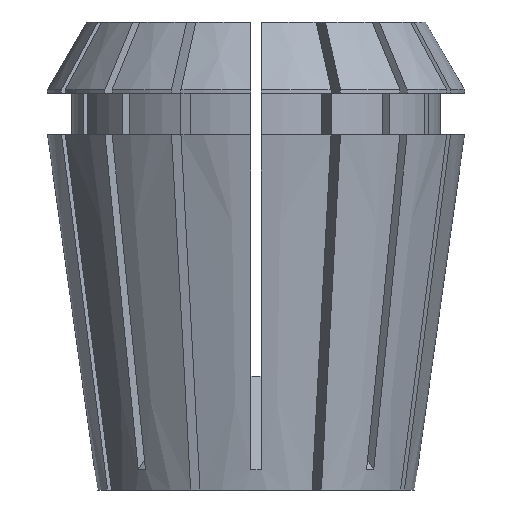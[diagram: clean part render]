
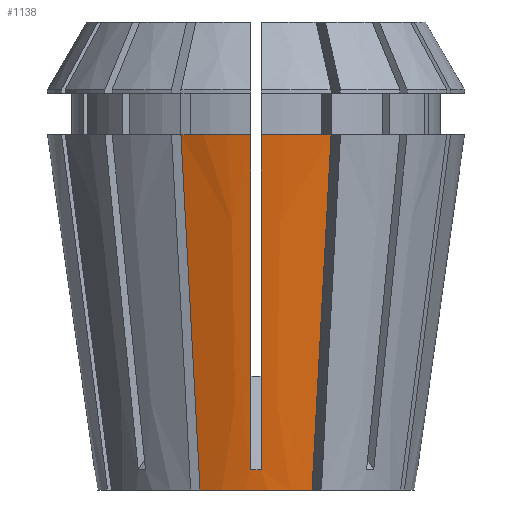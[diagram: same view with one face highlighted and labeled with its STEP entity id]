
A CAD part, left-side view. The second image highlights one B-rep face of the part: STEP entity #1138.
In plain terms, the highlighted conical face has half-angle 8 degrees and reference radius 15.595 mm.
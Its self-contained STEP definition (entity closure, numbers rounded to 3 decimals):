
#88 = CARTESIAN_POINT ( 'NONE',  ( -17.615, -6.755, 23.267 ) ) ;
#112 = CARTESIAN_POINT ( 'NONE',  ( -14.592, 5.503, 0. ) ) ;
#171 = CARTESIAN_POINT ( 'NONE',  ( -18.848, 0.5, 23.188 ) ) ;
#213 = CARTESIAN_POINT ( 'NONE',  ( -16.206, 0.5, 4.396 ) ) ;
#304 = CARTESIAN_POINT ( 'NONE',  ( -18.848, -0.5, 23.188 ) ) ;
#319 = DIRECTION ( 'NONE',  ( -1., 0., 0. ) ) ;
#320 = CARTESIAN_POINT ( 'NONE',  ( -15.87, -0.5, 2.007 ) ) ;
#323 = VERTEX_POINT ( 'NONE', #4293 ) ;
#392 = CARTESIAN_POINT ( 'NONE',  ( -15.879, 0.167, 1.998 ) ) ;
#524 = CARTESIAN_POINT ( 'NONE',  ( -17.615, 6.755, 23.267 ) ) ;
#591 = EDGE_CURVE ( 'NONE', #1569, #4541, #3422, .T. ) ;
#614 = CARTESIAN_POINT ( 'NONE',  ( -20.169, 0.5, 32.584 ) ) ;
#641 = AXIS2_PLACEMENT_3D ( 'NONE', #2121, #4304, #853 ) ;
#721 = CARTESIAN_POINT ( 'NONE',  ( -17.527, -0.5, 13.792 ) ) ;
#732 = AXIS2_PLACEMENT_3D ( 'NONE', #2064, #5087, #319 ) ;
#754 = CARTESIAN_POINT ( 'NONE',  ( -20.494, -0.5, 34.9 ) ) ;
#853 = DIRECTION ( 'NONE',  ( -1., 0., 0. ) ) ;
#873 = CARTESIAN_POINT ( 'NONE',  ( -14.592, -5.503, 0. ) ) ;
#909 = AXIS2_PLACEMENT_3D ( 'NONE', #2275, #1001, #2724 ) ;
#1001 = DIRECTION ( 'NONE',  ( 0., 0., -1. ) ) ;
#1008 = CARTESIAN_POINT ( 'NONE',  ( -14.592, 5.503, 0. ) ) ;
#1130 = ORIENTED_EDGE ( 'NONE', *, *, #4989, .T. ) ;
#1138 = ADVANCED_FACE ( 'NONE', ( #1594 ), #4568, .T. ) ;
#1174 = CARTESIAN_POINT ( 'NONE',  ( -20.386, -0.5, 34.128 ) ) ;
#1445 = ORIENTED_EDGE ( 'NONE', *, *, #591, .T. ) ;
#1569 = VERTEX_POINT ( 'NONE', #3298 ) ;
#1571 = ORIENTED_EDGE ( 'NONE', *, *, #1686, .F. ) ;
#1579 = EDGE_CURVE ( 'NONE', #2394, #2561, #5374, .T. ) ;
#1588 = CARTESIAN_POINT ( 'NONE',  ( -20.169, -0.5, 32.584 ) ) ;
#1594 = FACE_OUTER_BOUND ( 'NONE', #3840, .T. ) ;
#1686 = EDGE_CURVE ( 'NONE', #2528, #4541, #3784, .T. ) ;
#1815 = CARTESIAN_POINT ( 'NONE',  ( -16.104, -6.129, 11.633 ) ) ;
#1922 = CARTESIAN_POINT ( 'NONE',  ( -20.494, 0.5, 34.9 ) ) ;
#2064 = CARTESIAN_POINT ( 'NONE',  ( 0., 0., 0. ) ) ;
#2081 = CARTESIAN_POINT ( 'NONE',  ( -15.879, -0.167, 1.998 ) ) ;
#2121 = CARTESIAN_POINT ( 'NONE',  ( 0., 0., 34.9 ) ) ;
#2140 = EDGE_CURVE ( 'NONE', #4133, #2394, #5132, .T. ) ;
#2251 = CARTESIAN_POINT ( 'NONE',  ( -14.592, -5.503, 0. ) ) ;
#2275 = CARTESIAN_POINT ( 'NONE',  ( 0., 0., 34.9 ) ) ;
#2301 = B_SPLINE_CURVE_WITH_KNOTS ( 'NONE', 3,
 ( #3550, #5330, #2746, #614, #171, #5315, #213, #3590, #4864, #4466 ),
 .UNSPECIFIED., .F., .F.,
 ( 4, 3, 3, 4 ),
 ( 0.074, 0.077, 0.105, 0.108 ),
 .UNSPECIFIED. ) ;
#2394 = VERTEX_POINT ( 'NONE', #873 ) ;
#2438 = CARTESIAN_POINT ( 'NONE',  ( -20.277, -0.5, 33.356 ) ) ;
#2468 = CARTESIAN_POINT ( 'NONE',  ( -16.206, -0.5, 4.396 ) ) ;
#2488 = ORIENTED_EDGE ( 'NONE', *, *, #2140, .F. ) ;
#2528 = VERTEX_POINT ( 'NONE', #5184 ) ;
#2561 = VERTEX_POINT ( 'NONE', #112 ) ;
#2650 = CARTESIAN_POINT ( 'NONE',  ( -19.126, -7.381, 34.9 ) ) ;
#2724 = DIRECTION ( 'NONE',  ( -1., 0., 0. ) ) ;
#2746 = CARTESIAN_POINT ( 'NONE',  ( -20.277, 0.5, 33.356 ) ) ;
#2934 = CARTESIAN_POINT ( 'NONE',  ( -15.87, -0.5, 2.007 ) ) ;
#3197 = ORIENTED_EDGE ( 'NONE', *, *, #4610, .T. ) ;
#3223 = B_SPLINE_CURVE_WITH_KNOTS ( 'NONE', 3,
 ( #5235, #524, #4872, #1008 ),
 .UNSPECIFIED., .F., .F.,
 ( 4, 4 ),
 ( 0., 0.035 ),
 .UNSPECIFIED. ) ;
#3298 = CARTESIAN_POINT ( 'NONE',  ( -20.494, -0.5, 34.9 ) ) ;
#3378 = DIRECTION ( 'NONE',  ( 0., 0., 1. ) ) ;
#3381 = AXIS2_PLACEMENT_3D ( 'NONE', #4219, #3378, #3776 ) ;
#3422 = B_SPLINE_CURVE_WITH_KNOTS ( 'NONE', 3,
 ( #754, #1174, #2438, #1588, #304, #721, #2468, #3695, #4127, #4599 ),
 .UNSPECIFIED., .F., .F.,
 ( 4, 3, 3, 4 ),
 ( 0.074, 0.077, 0.105, 0.108 ),
 .UNSPECIFIED. ) ;
#3428 = CARTESIAN_POINT ( 'NONE',  ( -15.87, 0.5, 2.007 ) ) ;
#3550 = CARTESIAN_POINT ( 'NONE',  ( -20.494, 0.5, 34.9 ) ) ;
#3590 = CARTESIAN_POINT ( 'NONE',  ( -16.094, 0.5, 3.6 ) ) ;
#3618 = ORIENTED_EDGE ( 'NONE', *, *, #1579, .F. ) ;
#3626 = ORIENTED_EDGE ( 'NONE', *, *, #4603, .F. ) ;
#3695 = CARTESIAN_POINT ( 'NONE',  ( -16.094, -0.5, 3.6 ) ) ;
#3776 = DIRECTION ( 'NONE',  ( 1., 0., 0. ) ) ;
#3784 = B_SPLINE_CURVE_WITH_KNOTS ( 'NONE', 3,
 ( #3428, #392, #2081, #2934 ),
 .UNSPECIFIED., .F., .F.,
 ( 4, 4 ),
 ( 0., 0.001 ),
 .UNSPECIFIED. ) ;
#3840 = EDGE_LOOP ( 'NONE', ( #5461, #1130, #3618, #2488, #3197, #1445, #1571, #3626 ) ) ;
#3869 = CIRCLE ( 'NONE', #641, 20.5 ) ;
#3956 = CARTESIAN_POINT ( 'NONE',  ( -19.126, -7.381, 34.9 ) ) ;
#4061 = VERTEX_POINT ( 'NONE', #1922 ) ;
#4127 = CARTESIAN_POINT ( 'NONE',  ( -15.982, -0.5, 2.803 ) ) ;
#4133 = VERTEX_POINT ( 'NONE', #2650 ) ;
#4219 = CARTESIAN_POINT ( 'NONE',  ( 0., 0., 0. ) ) ;
#4293 = CARTESIAN_POINT ( 'NONE',  ( -19.126, 7.381, 34.9 ) ) ;
#4304 = DIRECTION ( 'NONE',  ( 0., 0., -1. ) ) ;
#4390 = EDGE_CURVE ( 'NONE', #4061, #323, #3869, .T. ) ;
#4466 = CARTESIAN_POINT ( 'NONE',  ( -15.87, 0.5, 2.007 ) ) ;
#4541 = VERTEX_POINT ( 'NONE', #320 ) ;
#4568 = CONICAL_SURFACE ( 'NONE', #3381, 15.595, 0.14 ) ;
#4599 = CARTESIAN_POINT ( 'NONE',  ( -15.87, -0.5, 2.007 ) ) ;
#4603 = EDGE_CURVE ( 'NONE', #4061, #2528, #2301, .T. ) ;
#4610 = EDGE_CURVE ( 'NONE', #4133, #1569, #5162, .T. ) ;
#4864 = CARTESIAN_POINT ( 'NONE',  ( -15.982, 0.5, 2.803 ) ) ;
#4872 = CARTESIAN_POINT ( 'NONE',  ( -16.104, 6.129, 11.633 ) ) ;
#4989 = EDGE_CURVE ( 'NONE', #323, #2561, #3223, .T. ) ;
#5087 = DIRECTION ( 'NONE',  ( 0., 0., -1. ) ) ;
#5132 = B_SPLINE_CURVE_WITH_KNOTS ( 'NONE', 3,
 ( #3956, #88, #1815, #2251 ),
 .UNSPECIFIED., .F., .F.,
 ( 4, 4 ),
 ( 0., 0.035 ),
 .UNSPECIFIED. ) ;
#5162 = CIRCLE ( 'NONE', #909, 20.5 ) ;
#5184 = CARTESIAN_POINT ( 'NONE',  ( -15.87, 0.5, 2.007 ) ) ;
#5235 = CARTESIAN_POINT ( 'NONE',  ( -19.126, 7.381, 34.9 ) ) ;
#5315 = CARTESIAN_POINT ( 'NONE',  ( -17.527, 0.5, 13.792 ) ) ;
#5330 = CARTESIAN_POINT ( 'NONE',  ( -20.386, 0.5, 34.128 ) ) ;
#5374 = CIRCLE ( 'NONE', #732, 15.595 ) ;
#5461 = ORIENTED_EDGE ( 'NONE', *, *, #4390, .T. ) ;
